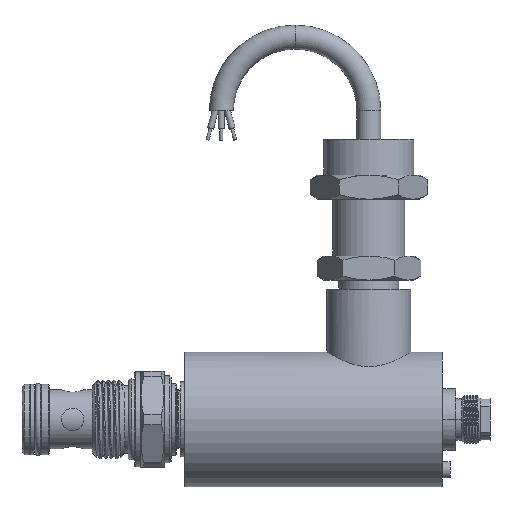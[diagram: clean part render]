
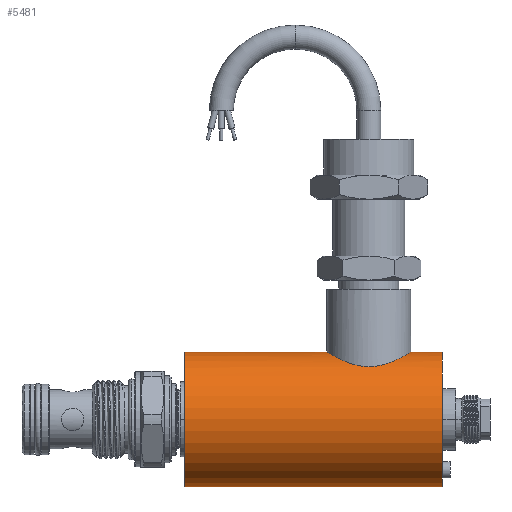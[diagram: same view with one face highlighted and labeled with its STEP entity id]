
A CAD part, front view. The second image highlights one B-rep face of the part: STEP entity #5481.
In plain terms, the highlighted cylindrical face has radius 22.5 mm (diameter 45 mm), a partial arc.
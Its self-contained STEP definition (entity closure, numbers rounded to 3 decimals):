
#514 = CYLINDRICAL_SURFACE ( 'NONE', #11837, 22.5 ) ;
#536 = CARTESIAN_POINT ( 'NONE',  ( 90.905, -1.876, 22.441 ) ) ;
#584 = CARTESIAN_POINT ( 'NONE',  ( 90.507, -3.712, 22.196 ) ) ;
#656 = CARTESIAN_POINT ( 'NONE',  ( 68.458, -11.101, 19.573 ) ) ;
#713 = VERTEX_POINT ( 'NONE', #12380 ) ;
#735 = LINE ( 'NONE', #10599, #3697 ) ;
#794 = CARTESIAN_POINT ( 'NONE',  ( 76.537, -14., 17.614 ) ) ;
#836 = CARTESIAN_POINT ( 'NONE',  ( 63.476, -3.739, 22.206 ) ) ;
#909 = AXIS2_PLACEMENT_3D ( 'NONE', #7149, #6048, #5162 ) ;
#1062 = VECTOR ( 'NONE', #5023, 1000. ) ;
#1104 = EDGE_CURVE ( 'NONE', #13038, #2560, #7877, .T. ) ;
#1169 = ORIENTED_EDGE ( 'NONE', *, *, #9370, .T. ) ;
#1368 = VERTEX_POINT ( 'NONE', #5109 ) ;
#1761 = CARTESIAN_POINT ( 'NONE',  ( 86.564, -10.233, 20.041 ) ) ;
#1841 = CARTESIAN_POINT ( 'NONE',  ( 80.715, -13.506, 17.996 ) ) ;
#1895 = CARTESIAN_POINT ( 'NONE',  ( 63.024, -0.952, 22.485 ) ) ;
#1915 = CARTESIAN_POINT ( 'NONE',  ( 15.5, 0., -22.5 ) ) ;
#2385 = LINE ( 'NONE', #1915, #1062 ) ;
#2510 = CARTESIAN_POINT ( 'NONE',  ( 101.5, 0., 22.5 ) ) ;
#2560 = VERTEX_POINT ( 'NONE', #10874 ) ;
#2738 = EDGE_CURVE ( 'NONE', #13038, #11221, #11915, .T. ) ;
#2774 = CARTESIAN_POINT ( 'NONE',  ( 89.715, -5.877, 21.723 ) ) ;
#2815 = CARTESIAN_POINT ( 'NONE',  ( 79.357, -13.808, 17.765 ) ) ;
#2865 = CARTESIAN_POINT ( 'NONE',  ( 71.147, -12.726, 18.556 ) ) ;
#2888 = CARTESIAN_POINT ( 'NONE',  ( 91., 0., 22.5 ) ) ;
#2912 = CARTESIAN_POINT ( 'NONE',  ( 68.816, -11.367, 19.419 ) ) ;
#2950 = CARTESIAN_POINT ( 'NONE',  ( 86.231, -10.535, 19.884 ) ) ;
#3459 = EDGE_LOOP ( 'NONE', ( #11663, #1169, #9101, #7370, #12136, #3786 ) ) ;
#3697 = VECTOR ( 'NONE', #12695, 1000. ) ;
#3786 = ORIENTED_EDGE ( 'NONE', *, *, #8064, .F. ) ;
#3839 = CARTESIAN_POINT ( 'NONE',  ( 89.516, -6.289, 21.607 ) ) ;
#3887 = CARTESIAN_POINT ( 'NONE',  ( 65.918, -8.602, 20.806 ) ) ;
#3924 = CARTESIAN_POINT ( 'NONE',  ( 85.541, -11.101, 19.573 ) ) ;
#3971 = CARTESIAN_POINT ( 'NONE',  ( 73.288, -13.532, 17.978 ) ) ;
#3985 = CARTESIAN_POINT ( 'NONE',  ( 101.5, 0., 0. ) ) ;
#4749 = CARTESIAN_POINT ( 'NONE',  ( 91., 0., 22.5 ) ) ;
#4957 = CARTESIAN_POINT ( 'NONE',  ( 84.079, -12.111, 18.971 ) ) ;
#5003 = CARTESIAN_POINT ( 'NONE',  ( 82.026, -13.075, 18.313 ) ) ;
#5023 = DIRECTION ( 'NONE',  ( 1., 0., 0. ) ) ;
#5056 = CARTESIAN_POINT ( 'NONE',  ( 67.434, -10.232, 20.042 ) ) ;
#5109 = CARTESIAN_POINT ( 'NONE',  ( 15.5, 0., -22.5 ) ) ;
#5162 = DIRECTION ( 'NONE',  ( 0., 0., -1. ) ) ;
#5481 = ADVANCED_FACE ( 'NONE', ( #8758 ), #514, .T. ) ;
#5831 = DIRECTION ( 'NONE',  ( 0., 0., 1. ) ) ;
#5929 = CARTESIAN_POINT ( 'NONE',  ( 85.185, -11.367, 19.42 ) ) ;
#5972 = CARTESIAN_POINT ( 'NONE',  ( 77.947, -13.976, 17.633 ) ) ;
#6020 = CARTESIAN_POINT ( 'NONE',  ( 88.083, -8.602, 20.806 ) ) ;
#6048 = DIRECTION ( 'NONE',  ( -1., 0., 0. ) ) ;
#6059 = CARTESIAN_POINT ( 'NONE',  ( 65.161, -7.487, 21.222 ) ) ;
#6098 = CARTESIAN_POINT ( 'NONE',  ( 64.925, -7.1, 21.354 ) ) ;
#6410 = AXIS2_PLACEMENT_3D ( 'NONE', #3985, #8245, #11377 ) ;
#6994 = CARTESIAN_POINT ( 'NONE',  ( 80.268, -13.621, 17.909 ) ) ;
#7115 = CARTESIAN_POINT ( 'NONE',  ( 64.487, -6.295, 21.606 ) ) ;
#7149 = CARTESIAN_POINT ( 'NONE',  ( 15.5, 0., 0. ) ) ;
#7171 = CARTESIAN_POINT ( 'NONE',  ( 66.485, -9.286, 20.506 ) ) ;
#7219 = CARTESIAN_POINT ( 'NONE',  ( 15.5, 0., 22.5 ) ) ;
#7301 = EDGE_CURVE ( 'NONE', #1368, #9772, #10121, .T. ) ;
#7370 = ORIENTED_EDGE ( 'NONE', *, *, #2738, .F. ) ;
#7877 = B_SPLINE_CURVE_WITH_KNOTS ( 'NONE', 3,
 ( #4749, #13240, #536, #12176, #584, #7964, #12310, #2774, #3839, #12442, #11237, #6020, #12259, #1761, #2950, #3924, #5929, #4957, #13342, #5003, #9288, #1841, #6994, #2815, #11364, #5972, #13374, #794, #11329, #12390, #9237, #3971, #13468, #2865, #8145, #10298, #10176, #2912, #656, #10211, #5056, #7171, #3887, #6059, #6098, #7115, #13511, #10349, #836, #9158, #8233, #1895, #12351, #13416 ),
 .UNSPECIFIED., .F., .F.,
 ( 4, 2, 2, 2, 2, 2, 2, 2, 2, 2, 2, 2, 2, 2, 2, 2, 2, 2, 2, 2, 2, 2, 2, 2, 2, 2, 4 ),
 ( 0.045, 0.048, 0.049, 0.051, 0.052, 0.053, 0.056, 0.058, 0.059, 0.062, 0.063, 0.065, 0.066, 0.067, 0.069, 0.07, 0.073, 0.075, 0.076, 0.077, 0.079, 0.082, 0.083, 0.084, 0.087, 0.089, 0.09 ),
 .UNSPECIFIED. ) ;
#7964 = CARTESIAN_POINT ( 'NONE',  ( 90.231, -4.6, 22.029 ) ) ;
#8064 = EDGE_CURVE ( 'NONE', #9772, #2560, #735, .T. ) ;
#8145 = CARTESIAN_POINT ( 'NONE',  ( 70.734, -12.528, 18.691 ) ) ;
#8233 = CARTESIAN_POINT ( 'NONE',  ( 63.121, -1.898, 22.425 ) ) ;
#8245 = DIRECTION ( 'NONE',  ( 1., 0., 0. ) ) ;
#8584 = EDGE_CURVE ( 'NONE', #11221, #713, #12819, .T. ) ;
#8758 = FACE_OUTER_BOUND ( 'NONE', #3459, .T. ) ;
#9100 = VECTOR ( 'NONE', #9384, 1000. ) ;
#9101 = ORIENTED_EDGE ( 'NONE', *, *, #8584, .F. ) ;
#9158 = CARTESIAN_POINT ( 'NONE',  ( 63.194, -2.367, 22.38 ) ) ;
#9237 = CARTESIAN_POINT ( 'NONE',  ( 74.669, -13.813, 17.762 ) ) ;
#9288 = CARTESIAN_POINT ( 'NONE',  ( 81.593, -13.233, 18.198 ) ) ;
#9370 = EDGE_CURVE ( 'NONE', #1368, #713, #2385, .T. ) ;
#9384 = DIRECTION ( 'NONE',  ( 1., 0., 0. ) ) ;
#9772 = VERTEX_POINT ( 'NONE', #10731 ) ;
#10115 = DIRECTION ( 'NONE',  ( 1., 0., 0. ) ) ;
#10121 = CIRCLE ( 'NONE', #909, 22.5 ) ;
#10176 = CARTESIAN_POINT ( 'NONE',  ( 69.557, -11.866, 19.119 ) ) ;
#10211 = CARTESIAN_POINT ( 'NONE',  ( 67.768, -10.534, 19.884 ) ) ;
#10298 = CARTESIAN_POINT ( 'NONE',  ( 69.94, -12.098, 18.972 ) ) ;
#10349 = CARTESIAN_POINT ( 'NONE',  ( 63.751, -4.617, 22.038 ) ) ;
#10599 = CARTESIAN_POINT ( 'NONE',  ( 15.5, 0., 22.5 ) ) ;
#10731 = CARTESIAN_POINT ( 'NONE',  ( 15.5, 0., 22.5 ) ) ;
#10874 = CARTESIAN_POINT ( 'NONE',  ( 63., 0., 22.5 ) ) ;
#11088 = CARTESIAN_POINT ( 'NONE',  ( 15.5, 0., 0. ) ) ;
#11221 = VERTEX_POINT ( 'NONE', #2510 ) ;
#11237 = CARTESIAN_POINT ( 'NONE',  ( 88.842, -7.482, 21.223 ) ) ;
#11329 = CARTESIAN_POINT ( 'NONE',  ( 76.069, -13.977, 17.632 ) ) ;
#11364 = CARTESIAN_POINT ( 'NONE',  ( 78.892, -13.88, 17.709 ) ) ;
#11377 = DIRECTION ( 'NONE',  ( 0., 0., 1. ) ) ;
#11663 = ORIENTED_EDGE ( 'NONE', *, *, #7301, .F. ) ;
#11837 = AXIS2_PLACEMENT_3D ( 'NONE', #11088, #10115, #5831 ) ;
#11915 = LINE ( 'NONE', #7219, #9100 ) ;
#12136 = ORIENTED_EDGE ( 'NONE', *, *, #1104, .T. ) ;
#12176 = CARTESIAN_POINT ( 'NONE',  ( 90.625, -3.254, 22.268 ) ) ;
#12259 = CARTESIAN_POINT ( 'NONE',  ( 87.514, -9.288, 20.506 ) ) ;
#12310 = CARTESIAN_POINT ( 'NONE',  ( 90.072, -5.033, 21.934 ) ) ;
#12351 = CARTESIAN_POINT ( 'NONE',  ( 63., -0.475, 22.5 ) ) ;
#12380 = CARTESIAN_POINT ( 'NONE',  ( 101.5, 0., -22.5 ) ) ;
#12390 = CARTESIAN_POINT ( 'NONE',  ( 75.136, -13.883, 17.706 ) ) ;
#12442 = CARTESIAN_POINT ( 'NONE',  ( 89.08, -7.091, 21.358 ) ) ;
#12695 = DIRECTION ( 'NONE',  ( 1., 0., 0. ) ) ;
#12819 = CIRCLE ( 'NONE', #6410, 22.5 ) ;
#13038 = VERTEX_POINT ( 'NONE', #2888 ) ;
#13240 = CARTESIAN_POINT ( 'NONE',  ( 91., -0.944, 22.5 ) ) ;
#13342 = CARTESIAN_POINT ( 'NONE',  ( 83.293, -12.54, 18.687 ) ) ;
#13374 = CARTESIAN_POINT ( 'NONE',  ( 77.476, -14., 17.614 ) ) ;
#13416 = CARTESIAN_POINT ( 'NONE',  ( 63., 0., 22.5 ) ) ;
#13468 = CARTESIAN_POINT ( 'NONE',  ( 72.41, -13.258, 18.184 ) ) ;
#13511 = CARTESIAN_POINT ( 'NONE',  ( 64.287, -5.881, 21.722 ) ) ;
